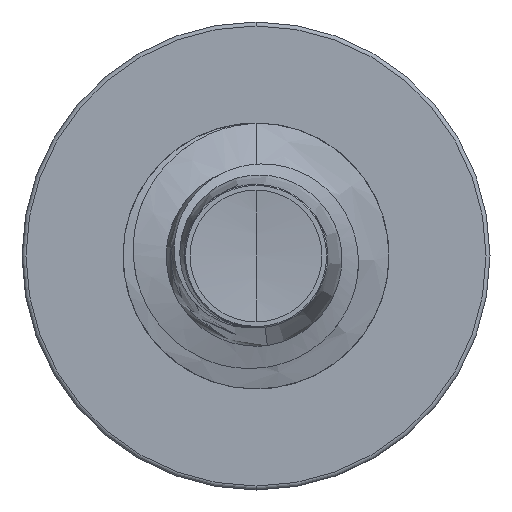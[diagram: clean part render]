
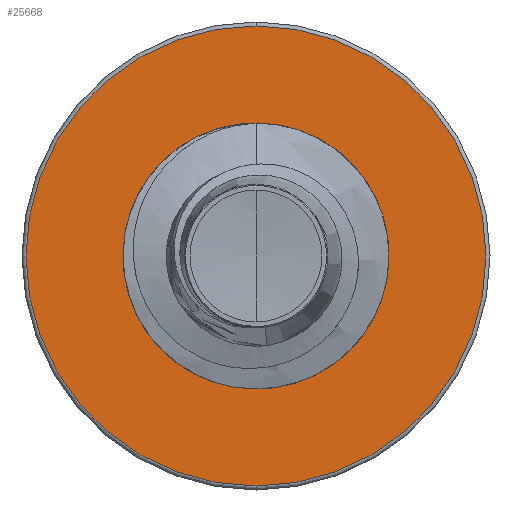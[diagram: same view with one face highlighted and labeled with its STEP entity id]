
A CAD part, front view. The second image highlights one B-rep face of the part: STEP entity #25668.
In plain terms, the highlighted planar face has unit normal (0, -1, 0).
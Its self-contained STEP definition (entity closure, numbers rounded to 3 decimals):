
#769 = DIRECTION ( 'NONE',  ( 0., 1., 0. ) ) ;
#2184 = DIRECTION ( 'NONE',  ( 0., 1., 0. ) ) ;
#2295 = DIRECTION ( 'NONE',  ( 0., 0., 1. ) ) ;
#3294 = VERTEX_POINT ( 'NONE', #22298 ) ;
#4857 = CIRCLE ( 'NONE', #12228, 4.325 ) ;
#6312 = DIRECTION ( 'NONE',  ( 0., 1., 0. ) ) ;
#6416 = AXIS2_PLACEMENT_3D ( 'NONE', #20272, #6312, #22384 ) ;
#7126 = CARTESIAN_POINT ( 'NONE',  ( 0., 27.5, 0. ) ) ;
#7308 = ORIENTED_EDGE ( 'NONE', *, *, #26561, .F. ) ;
#7316 = CIRCLE ( 'NONE', #6416, 2.415 ) ;
#7923 = CARTESIAN_POINT ( 'NONE',  ( 0., 27.5, 4.325 ) ) ;
#8876 = FACE_BOUND ( 'NONE', #9899, .T. ) ;
#9639 = DIRECTION ( 'NONE',  ( 0., 0., 1. ) ) ;
#9779 = EDGE_LOOP ( 'NONE', ( #7308, #19697 ) ) ;
#9899 = EDGE_LOOP ( 'NONE', ( #14528, #20353 ) ) ;
#12228 = AXIS2_PLACEMENT_3D ( 'NONE', #7126, #23045, #9639 ) ;
#13806 = CIRCLE ( 'NONE', #15872, 2.415 ) ;
#14512 = FACE_OUTER_BOUND ( 'NONE', #9779, .T. ) ;
#14528 = ORIENTED_EDGE ( 'NONE', *, *, #22374, .T. ) ;
#14982 = CARTESIAN_POINT ( 'NONE',  ( 0., 27.5, 2.415 ) ) ;
#15736 = CARTESIAN_POINT ( 'NONE',  ( 0., 27.5, 0. ) ) ;
#15872 = AXIS2_PLACEMENT_3D ( 'NONE', #29185, #16973, #2295 ) ;
#16879 = PLANE ( 'NONE',  #20286 ) ;
#16973 = DIRECTION ( 'NONE',  ( 0., 1., 0. ) ) ;
#17797 = VERTEX_POINT ( 'NONE', #7923 ) ;
#17989 = DIRECTION ( 'NONE',  ( 0., 0., 1. ) ) ;
#19116 = DIRECTION ( 'NONE',  ( 0., 0., 1. ) ) ;
#19697 = ORIENTED_EDGE ( 'NONE', *, *, #23760, .F. ) ;
#20272 = CARTESIAN_POINT ( 'NONE',  ( 0., 27.5, 0. ) ) ;
#20286 = AXIS2_PLACEMENT_3D ( 'NONE', #27168, #2184, #19116 ) ;
#20353 = ORIENTED_EDGE ( 'NONE', *, *, #25790, .T. ) ;
#20677 = CIRCLE ( 'NONE', #25446, 4.325 ) ;
#22298 = CARTESIAN_POINT ( 'NONE',  ( 0., 27.5, -2.415 ) ) ;
#22374 = EDGE_CURVE ( 'NONE', #23391, #3294, #7316, .T. ) ;
#22384 = DIRECTION ( 'NONE',  ( 0., 0., 1. ) ) ;
#22707 = CARTESIAN_POINT ( 'NONE',  ( 0., 27.5, -4.325 ) ) ;
#23045 = DIRECTION ( 'NONE',  ( 0., 1., 0. ) ) ;
#23391 = VERTEX_POINT ( 'NONE', #14982 ) ;
#23760 = EDGE_CURVE ( 'NONE', #25295, #17797, #20677, .T. ) ;
#25295 = VERTEX_POINT ( 'NONE', #22707 ) ;
#25446 = AXIS2_PLACEMENT_3D ( 'NONE', #15736, #769, #17989 ) ;
#25668 = ADVANCED_FACE ( 'NONE', ( #14512, #8876 ), #16879, .F. ) ;
#25790 = EDGE_CURVE ( 'NONE', #3294, #23391, #13806, .T. ) ;
#26561 = EDGE_CURVE ( 'NONE', #17797, #25295, #4857, .T. ) ;
#27168 = CARTESIAN_POINT ( 'NONE',  ( 0., 27.5, -2.415 ) ) ;
#29185 = CARTESIAN_POINT ( 'NONE',  ( 0., 27.5, 0. ) ) ;
